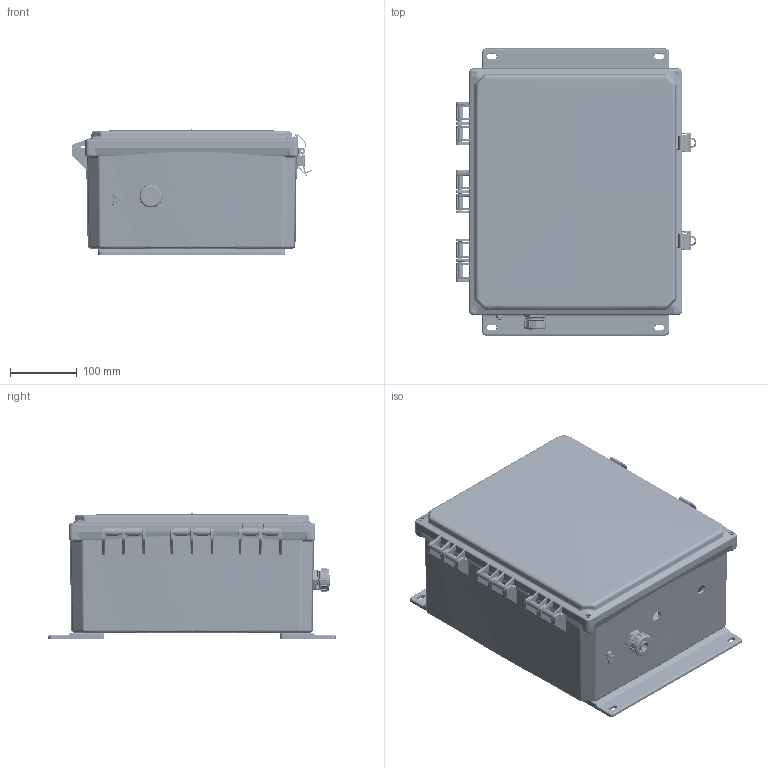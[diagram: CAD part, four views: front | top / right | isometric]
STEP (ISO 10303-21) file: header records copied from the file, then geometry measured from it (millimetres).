
FILE_DESCRIPTION (( 'STEP AP214' ), '1' );
FILE_NAME ('TEWPC141206-02.step', '2020-06-19T16:57:51', ( '' ), ( '' ), 'SwSTEP 2.0', 'SolidWorks 2018', '' );
FILE_SCHEMA (( 'AUTOMOTIVE_DESIGN' ));
Length unit declared in the file: millimetre
Products named in the file (17): XFN-0003; NBPC14-W-LID; XCT-0010^TEWPC141206-02; TEWPC141206-02; XFS-0026; NBPC141206_12IN-MNT-FLANGE; NBPC141206_box assy; XCT-0005; CT-0011^TEWPC141206-02; NBPC141206_Latch; XFW-0002; XC-0003; XNBWPC141206-01; Integra-Upper Insert; NBPC141206_Box; NBWPC141206; Integra-Bottom Insert
Assembly tree (25 placements, depth 5):
  TEWPC141206-02
    XNBWPC141206-01
      NBWPC141206
        NBPC141206_box assy
          NBPC141206_Box
          NBPC141206_Latch  x2
          Integra-Bottom Insert  x4
          Integra-Upper Insert  x4
        NBPC14-W-LID
        NBPC141206_12IN-MNT-FLANGE  x2
    XCT-0010^TEWPC141206-02
    XFS-0026
    XFW-0002
    XFN-0003  x2
    XCT-0005
    CT-0011^TEWPC141206-02
    XC-0003
Bounding box: 360.69 x 430.53 x 187.45 mm (x, y, z)
Volume: 2499360.9 mm3; surface area: 1133327.2 mm2
Topology: 26 solids, 27 shells, 5700 faces, 13974 edges, 8123 vertices
Faces by surface type: cylinder 2001, bspline 1525, plane 1282, cone 750, torus 142
Entity records: 218657 total; most frequent: CARTESIAN_POINT 126879, ORIENTED_EDGE 20420, DIRECTION 14632, EDGE_CURVE 10210, VERTEX_POINT 6082, AXIS2_PLACEMENT_3D 5378, EDGE_LOOP 4398, FACE_OUTER_BOUND 4233
